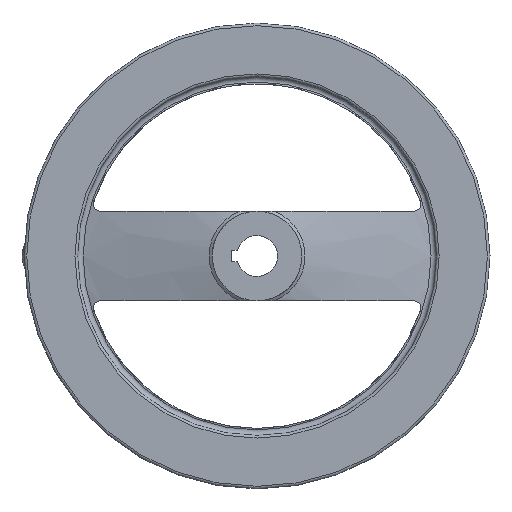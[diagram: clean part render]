
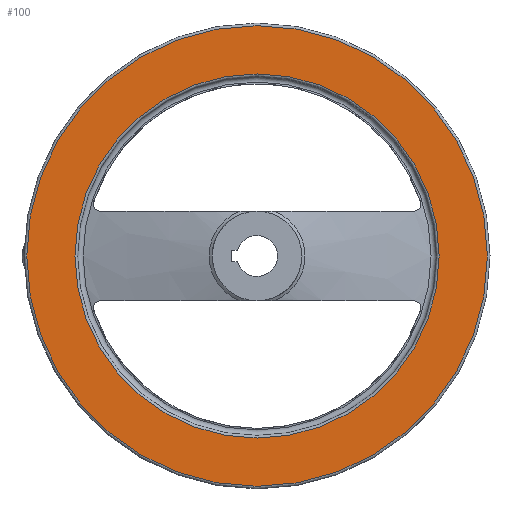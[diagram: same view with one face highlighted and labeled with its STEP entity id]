
A CAD part, left-side view. The second image highlights one B-rep face of the part: STEP entity #100.
In plain terms, the highlighted planar face has unit normal (-1, 0, 0).
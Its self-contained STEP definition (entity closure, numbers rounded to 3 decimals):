
#100 = ADVANCED_FACE( '', ( #218, #219 ), #220, .F. );
#218 = FACE_OUTER_BOUND( '', #354, .T. );
#219 = FACE_BOUND( '', #355, .T. );
#220 = PLANE( '', #356 );
#354 = EDGE_LOOP( '', ( #616 ) );
#355 = EDGE_LOOP( '', ( #617 ) );
#356 = AXIS2_PLACEMENT_3D( '', #618, #619, #620 );
#616 = ORIENTED_EDGE( '', *, *, #752, .F. );
#617 = ORIENTED_EDGE( '', *, *, #788, .T. );
#618 = CARTESIAN_POINT( '', ( 26.6, 97.713, 0. ) );
#619 = DIRECTION( '', ( 1., 0., 0. ) );
#620 = DIRECTION( '', ( 0., 0., -1. ) );
#752 = EDGE_CURVE( '', #874, #874, #875, .T. );
#788 = EDGE_CURVE( '', #933, #933, #934, .T. );
#874 = VERTEX_POINT( '', #1122 );
#875 = CIRCLE( '', #1123, 123.6 );
#933 = VERTEX_POINT( '', #1315 );
#934 = CIRCLE( '', #1316, 97.713 );
#1122 = CARTESIAN_POINT( '', ( 26.6, 0., -123.6 ) );
#1123 = AXIS2_PLACEMENT_3D( '', #1546, #1547, #1548 );
#1315 = CARTESIAN_POINT( '', ( 26.6, 0., -97.713 ) );
#1316 = AXIS2_PLACEMENT_3D( '', #1584, #1585, #1586 );
#1546 = CARTESIAN_POINT( '', ( 26.6, 0., 0. ) );
#1547 = DIRECTION( '', ( 1., 0., 0. ) );
#1548 = DIRECTION( '', ( 0., 0., -1. ) );
#1584 = CARTESIAN_POINT( '', ( 26.6, 0., 0. ) );
#1585 = DIRECTION( '', ( 1., 0., 0. ) );
#1586 = DIRECTION( '', ( 0., 0., -1. ) );
